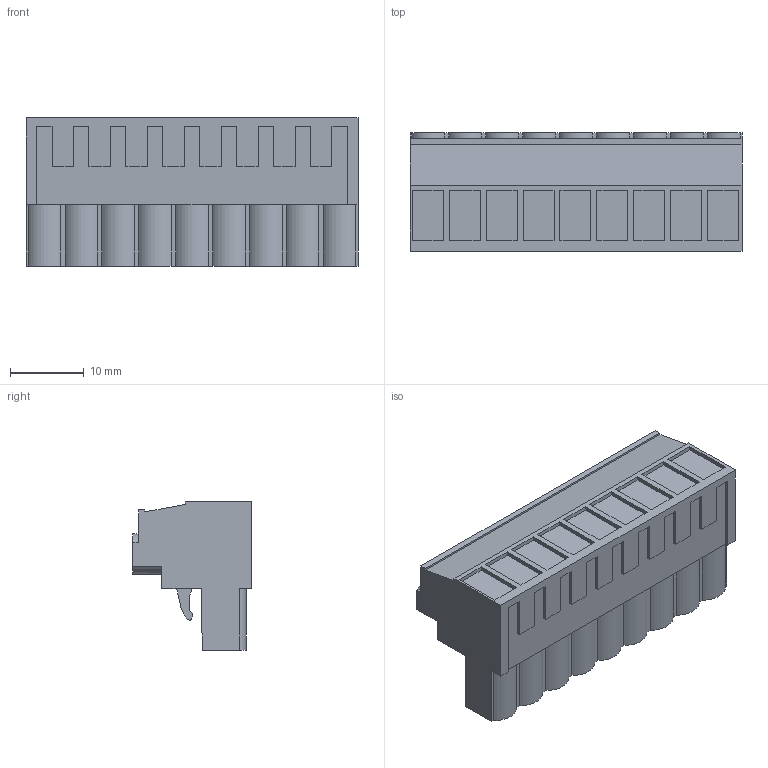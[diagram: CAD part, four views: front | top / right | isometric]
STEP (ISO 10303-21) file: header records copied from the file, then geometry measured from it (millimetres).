
FILE_DESCRIPTION(('CATIA V5 STEP Exchange','CAx-IF Rec.Pracs.--- Model Styling and Organization---1.2---2011-12-15'),'2;1');
FILE_NAME ('D1460306_0_1954420000_1954420000.stp','2017-05-25T06:37:26+00:00',('none'),('Weidmueller'),'CATIA Version 5-6 Release 2014','CATIA V5 STEP AP214','none');
FILE_SCHEMA(('AUTOMOTIVE_DESIGN { 1 0 10303 214 1 1 1 1 }'));
Length unit declared in the file: millimetre
Products named in the file (1): 1954420000
Bounding box: 45 x 16.1 x 20.1 mm (x, y, z)
Volume: 8948.2 mm3; surface area: 5016.8 mm2
Topology: 10 solids, 10 shells, 588 faces, 1672 edges, 1140 vertices
Faces by surface type: plane 481, cylinder 107
Entity records: 18027 total; most frequent: CARTESIAN_POINT 3431, ORIENTED_EDGE 3344, DIRECTION 2435, EDGE_CURVE 1672, VECTOR 1404, LINE 1404, VERTEX_POINT 1140, AXIS2_PLACEMENT_3D 635
